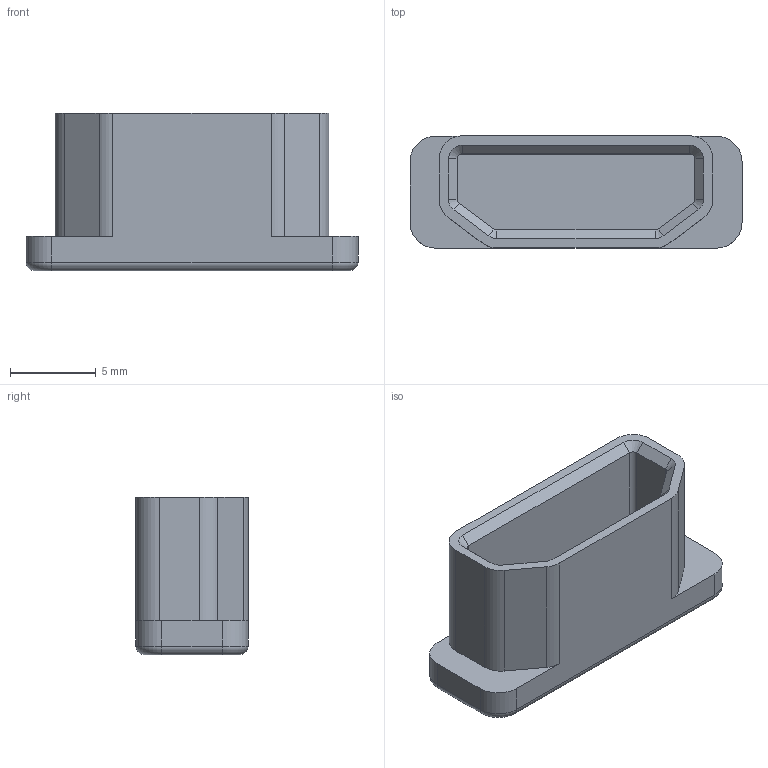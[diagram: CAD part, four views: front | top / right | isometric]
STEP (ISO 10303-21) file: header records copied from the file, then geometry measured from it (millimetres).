
FILE_DESCRIPTION (( 'STEP AP203' ), '1' );
FILE_NAME ('CVRHDMI-M.STEP', '2010-06-18T19:01:26', ( 'x' ), ( 'Microsoft' ), 'SwSTEP 2.0', 'SolidWorks 2010', '' );
FILE_SCHEMA (( 'CONFIG_CONTROL_DESIGN' ));
Length unit declared in the file: millimetre
Products named in the file (1): CVRHDMI-M
Bounding box: 19.4 x 6.55 x 9.2 mm (x, y, z)
Volume: 526.6 mm3; surface area: 868.2 mm2
Topology: 1 solids, 1 shells, 55 faces, 136 edges, 84 vertices
Faces by surface type: plane 25, cylinder 20, cone 6, torus 4
Entity records: 1697 total; most frequent: DIRECTION 298, CARTESIAN_POINT 276, ORIENTED_EDGE 272, EDGE_CURVE 136, AXIS2_PLACEMENT_3D 106, LINE 86, VECTOR 86, VERTEX_POINT 84
